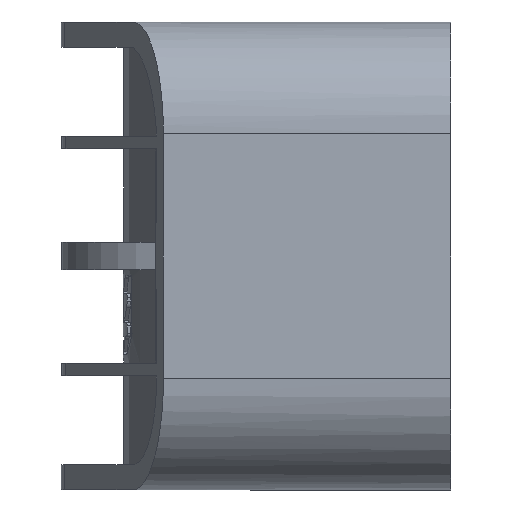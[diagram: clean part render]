
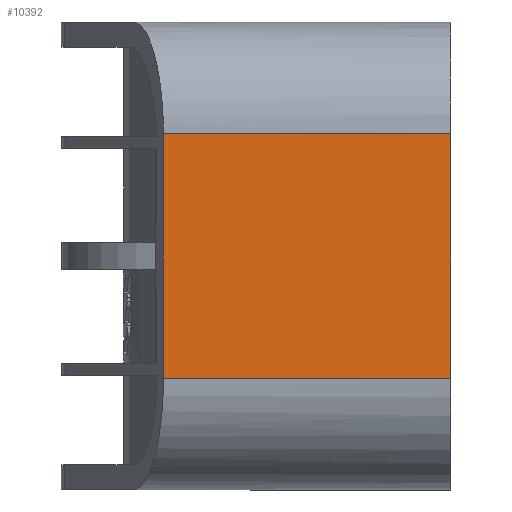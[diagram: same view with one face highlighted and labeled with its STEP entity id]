
A CAD part, left-side view. The second image highlights one B-rep face of the part: STEP entity #10392.
In plain terms, the highlighted planar face has unit normal (-1, 0, 0).
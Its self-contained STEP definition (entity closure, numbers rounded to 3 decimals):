
#3826=CARTESIAN_POINT('',(-82.765,36.5,-5.934));
#6236=DIRECTION('',(0.,-1.,0.));
#6237=VECTOR('',#6236,36.5);
#6238=CARTESIAN_POINT('',(-82.765,36.5,-36.934));
#6239=LINE('',#6238,#6237);
#6265=DIRECTION('',(0.,0.,1.));
#6266=VECTOR('',#6265,31.);
#6267=CARTESIAN_POINT('',(-82.765,36.5,-36.934));
#6268=LINE('',#6267,#6266);
#6294=DIRECTION('',(0.,1.,0.));
#6295=VECTOR('',#6294,36.5);
#6296=CARTESIAN_POINT('',(-82.765,0.,-5.934));
#6297=LINE('',#6296,#6295);
#6354=DIRECTION('',(0.,0.,1.));
#6355=VECTOR('',#6354,31.);
#6356=CARTESIAN_POINT('',(-82.765,0.,-36.934));
#6357=LINE('',#6356,#6355);
#7129=VERTEX_POINT('',#3826);
#7130=CARTESIAN_POINT('',(-82.765,36.5,-36.934));
#7131=VERTEX_POINT('',#7130);
#7167=CARTESIAN_POINT('',(-82.765,0.,
-5.934));
#7168=VERTEX_POINT('',#7167);
#7179=CARTESIAN_POINT('',(-82.765,0.,
-36.934));
#7180=VERTEX_POINT('',#7179);
#10379=CARTESIAN_POINT('',(-82.765,0.,8.266));
#10380=DIRECTION('',(-1.,0.,0.));
#10381=DIRECTION('',(0.,0.,-1.));
#10382=AXIS2_PLACEMENT_3D('',#10379,#10380,#10381);
#10383=PLANE('',#10382);
#10384=ORIENTED_EDGE('',*,*,#8017,.T.);
#10386=ORIENTED_EDGE('',*,*,#10385,.F.);
#10388=ORIENTED_EDGE('',*,*,#10387,.F.);
#10389=ORIENTED_EDGE('',*,*,#10361,.F.);
#10390=EDGE_LOOP('',(#10384,#10386,#10388,#10389));
#10391=FACE_OUTER_BOUND('',#10390,.F.);
#8017=EDGE_CURVE('',#7131,#7129,#6268,.T.);
#10361=EDGE_CURVE('',#7131,#7180,#6239,.T.);
#10385=EDGE_CURVE('',#7168,#7129,#6297,.T.);
#10387=EDGE_CURVE('',#7180,#7168,#6357,.T.);
#10392=ADVANCED_FACE('',(#10391),#10383,.T.);
